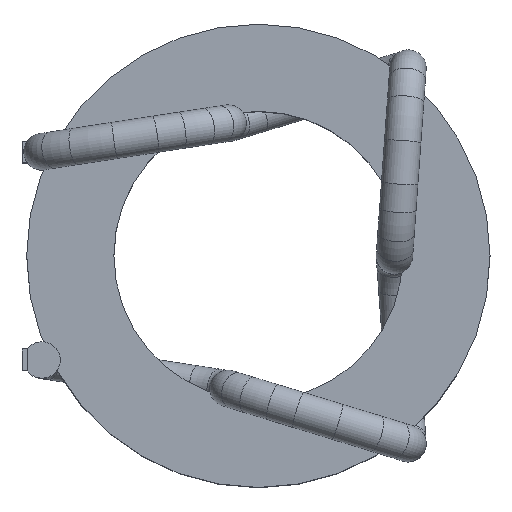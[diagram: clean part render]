
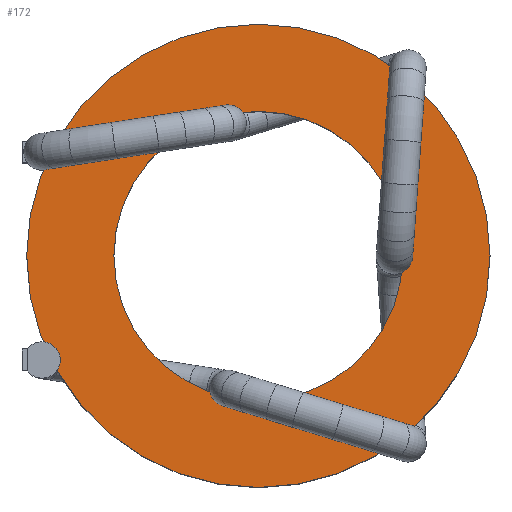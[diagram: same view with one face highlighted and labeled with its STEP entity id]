
A CAD part, top view. The second image highlights one B-rep face of the part: STEP entity #172.
In plain terms, the highlighted planar face has unit normal (0, 0, 1).
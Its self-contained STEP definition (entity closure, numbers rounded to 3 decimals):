
#154=PLANE('',#903);
#172=ADVANCED_FACE('',(#256,#257),#154,.T.);
#256=FACE_BOUND('',#374,.T.);
#257=FACE_BOUND('',#375,.T.);
#374=EDGE_LOOP('',(#506));
#375=EDGE_LOOP('',(#507));
#506=ORIENTED_EDGE('',*,*,#748,.T.);
#507=ORIENTED_EDGE('',*,*,#750,.F.);
#674=VERTEX_POINT('',#1330);
#676=VERTEX_POINT('',#1335);
#748=EDGE_CURVE('',#674,#674,#834,.T.);
#750=EDGE_CURVE('',#676,#676,#836,.T.);
#834=CIRCLE('',#897,6.35);
#836=CIRCLE('',#900,3.96);
#897=AXIS2_PLACEMENT_3D('',#1329,#1034,#1035);
#900=AXIS2_PLACEMENT_3D('',#1334,#1040,#1041);
#903=AXIS2_PLACEMENT_3D('',#1339,#1046,#1047);
#1034=DIRECTION('',(0.,0.,1.));
#1035=DIRECTION('',(1.,0.,0.));
#1040=DIRECTION('',(0.,0.,1.));
#1041=DIRECTION('',(1.,0.,0.));
#1046=DIRECTION('',(0.,0.,1.));
#1047=DIRECTION('',(1.,0.,0.));
#1329=CARTESIAN_POINT('',(0.,0.,5.08));
#1330=CARTESIAN_POINT('',(6.35,0.,5.08));
#1334=CARTESIAN_POINT('',(0.,0.,5.08));
#1335=CARTESIAN_POINT('',(3.96,0.,5.08));
#1339=CARTESIAN_POINT('',(0.,0.,5.08));
